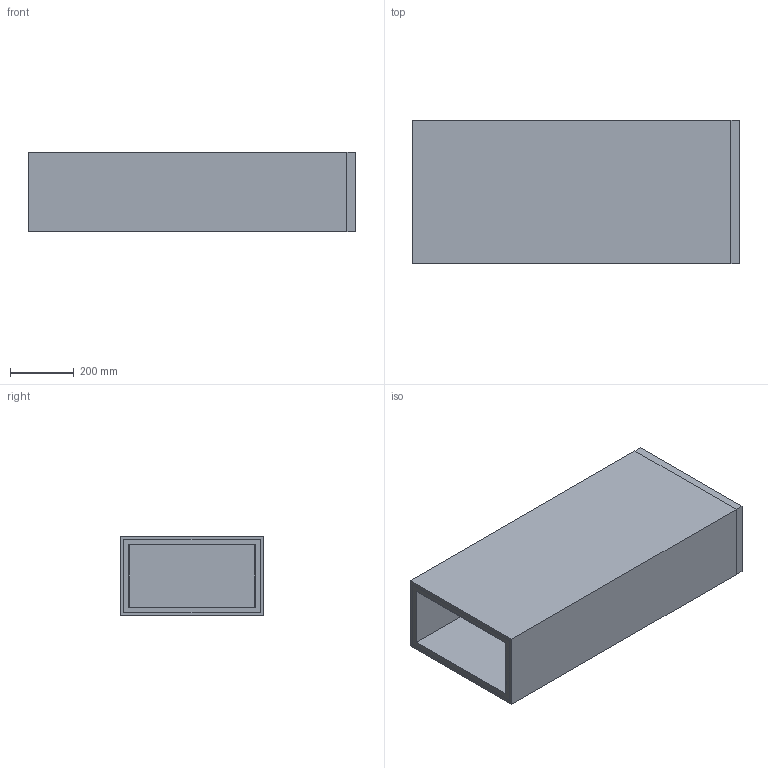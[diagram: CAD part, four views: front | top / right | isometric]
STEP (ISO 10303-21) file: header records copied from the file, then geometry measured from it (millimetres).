
FILE_DESCRIPTION(('FreeCAD Model'),'2;1');
FILE_NAME('Rectangular_duct_reduction.step','2016-12-02T15:27:38',('Author'),(''), 'Open CASCADE STEP processor 6.8','FreeCAD','Unknown');
FILE_SCHEMA(('AUTOMOTIVE_DESIGN_CC2 { 1 2 10303 214 -1 1 5 4 }'));
Length unit declared in the file: millimetre
Products named in the file (5): ASSEMBLY; 01-Duto_retangular_flanges_(Rectangular_duct_flanges); 02-Isolamento_(Insulation)_007; Clone_of_03-Tapa_(Cap); Clone_of_04-Isolamento_tapa_(Cap_insulation)
Assembly tree (4 placements, depth 2):
  ASSEMBLY
    01-Duto_retangular_flanges_(Rectangular_duct_flanges)
    02-Isolamento_(Insulation)_007
    Clone_of_03-Tapa_(Cap)
    Clone_of_04-Isolamento_tapa_(Cap_insulation)
Bounding box: 1025.4 x 450.8 x 250.8 mm (x, y, z)
Volume: 38476380.3 mm3; surface area: 5558811.8 mm2
Topology: 4 solids, 4 shells, 52 faces, 120 edges, 80 vertices
Faces by surface type: plane 52
Entity records: 3098 total; most frequent: CARTESIAN_POINT 529, DIRECTION 442, LINE 328, VECTOR 328, ORIENTED_EDGE 240, PCURVE 240, DEFINITIONAL_REPRESENTATION 240, EDGE_CURVE 120
